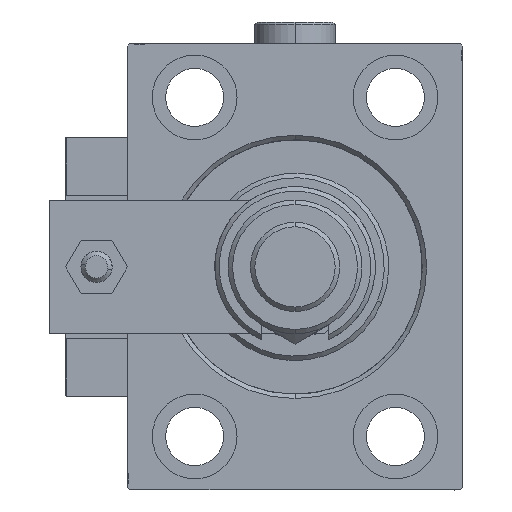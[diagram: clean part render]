
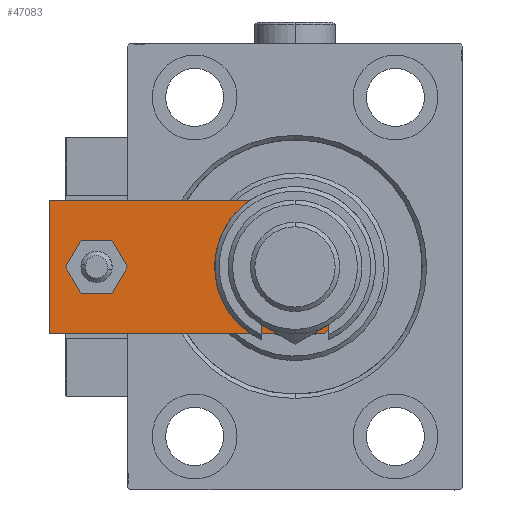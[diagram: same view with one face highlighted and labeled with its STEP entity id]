
A CAD part, left-side view. The second image highlights one B-rep face of the part: STEP entity #47083.
In plain terms, the highlighted face is planar.
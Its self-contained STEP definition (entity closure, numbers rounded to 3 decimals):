
#282 = CIRCLE ( 'NONE', #41721, 4. ) ;
#309 = EDGE_CURVE ( 'NONE', #18121, #18395, #50274, .T. ) ;
#380 = EDGE_CURVE ( 'NONE', #10374, #19329, #44898, .T. ) ;
#1481 = LINE ( 'NONE', #30446, #14381 ) ;
#1894 = CARTESIAN_POINT ( 'NONE',  ( 4., 59.5, 8. ) ) ;
#1946 = CARTESIAN_POINT ( 'NONE',  ( 15., 70., 8. ) ) ;
#3360 = FACE_BOUND ( 'NONE', #41778, .T. ) ;
#3763 = AXIS2_PLACEMENT_3D ( 'NONE', #38076, #46599, #25669 ) ;
#4172 = AXIS2_PLACEMENT_3D ( 'NONE', #11607, #28698, #7744 ) ;
#5045 = EDGE_CURVE ( 'NONE', #8070, #10374, #24430, .T. ) ;
#5697 = ORIENTED_EDGE ( 'NONE', *, *, #9150, .F. ) ;
#6550 = EDGE_CURVE ( 'NONE', #14659, #43973, #15436, .T. ) ;
#6854 = VERTEX_POINT ( 'NONE', #11439 ) ;
#7744 = DIRECTION ( 'NONE',  ( 1., 0., 0. ) ) ;
#8010 = ORIENTED_EDGE ( 'NONE', *, *, #41328, .F. ) ;
#8070 = VERTEX_POINT ( 'NONE', #45997 ) ;
#9150 = EDGE_CURVE ( 'NONE', #41540, #6854, #46190, .T. ) ;
#9274 = ORIENTED_EDGE ( 'NONE', *, *, #41083, .T. ) ;
#10114 = AXIS2_PLACEMENT_3D ( 'NONE', #24680, #20298, #23583 ) ;
#10374 = VERTEX_POINT ( 'NONE', #25154 ) ;
#10542 = CARTESIAN_POINT ( 'NONE',  ( -10., 15., 8. ) ) ;
#10615 = CARTESIAN_POINT ( 'NONE',  ( -15., 8.5, 8. ) ) ;
#11439 = CARTESIAN_POINT ( 'NONE',  ( -4., 59.5, 8. ) ) ;
#11607 = CARTESIAN_POINT ( 'NONE',  ( 0., 15., 8. ) ) ;
#12507 = ORIENTED_EDGE ( 'NONE', *, *, #6550, .T. ) ;
#12555 = DIRECTION ( 'NONE',  ( 0., 0., 1. ) ) ;
#13438 = ORIENTED_EDGE ( 'NONE', *, *, #5045, .T. ) ;
#13598 = VECTOR ( 'NONE', #52802, 1000. ) ;
#14381 = VECTOR ( 'NONE', #43375, 1000. ) ;
#14659 = VERTEX_POINT ( 'NONE', #37889 ) ;
#15436 = LINE ( 'NONE', #49034, #53252 ) ;
#18121 = VERTEX_POINT ( 'NONE', #27694 ) ;
#18395 = VERTEX_POINT ( 'NONE', #10542 ) ;
#18785 = DIRECTION ( 'NONE',  ( -1., 0., 0. ) ) ;
#19329 = VERTEX_POINT ( 'NONE', #26266 ) ;
#19370 = FACE_BOUND ( 'NONE', #29778, .T. ) ;
#20198 = CARTESIAN_POINT ( 'NONE',  ( 0., 0., 8. ) ) ;
#20298 = DIRECTION ( 'NONE',  ( 0., 0., 1. ) ) ;
#21369 = ORIENTED_EDGE ( 'NONE', *, *, #309, .F. ) ;
#21619 = ORIENTED_EDGE ( 'NONE', *, *, #29398, .T. ) ;
#22913 = LINE ( 'NONE', #1946, #41086 ) ;
#23583 = DIRECTION ( 'NONE',  ( 1., 0., 0. ) ) ;
#24042 = PLANE ( 'NONE',  #39572 ) ;
#24430 = LINE ( 'NONE', #41231, #13598 ) ;
#24680 = CARTESIAN_POINT ( 'NONE',  ( 0., 59.5, 8. ) ) ;
#25154 = CARTESIAN_POINT ( 'NONE',  ( 15., 8.5, 8. ) ) ;
#25669 = DIRECTION ( 'NONE',  ( 1., 0., 0. ) ) ;
#26266 = CARTESIAN_POINT ( 'NONE',  ( 15., 70., 8. ) ) ;
#27694 = CARTESIAN_POINT ( 'NONE',  ( 10., 15., 8. ) ) ;
#28478 = CARTESIAN_POINT ( 'NONE',  ( -3.25, -3.25, 8. ) ) ;
#28698 = DIRECTION ( 'NONE',  ( 0., 0., 1. ) ) ;
#28837 = DIRECTION ( 'NONE',  ( 1., 0., 0. ) ) ;
#29050 = VECTOR ( 'NONE', #53269, 1000. ) ;
#29323 = EDGE_LOOP ( 'NONE', ( #12507, #45057, #21619, #13438, #34178, #9274 ) ) ;
#29398 = EDGE_CURVE ( 'NONE', #32072, #8070, #1481, .T. ) ;
#29722 = CIRCLE ( 'NONE', #4172, 10. ) ;
#29778 = EDGE_LOOP ( 'NONE', ( #8010, #21369 ) ) ;
#30214 = EDGE_CURVE ( 'NONE', #6854, #41540, #282, .T. ) ;
#30446 = CARTESIAN_POINT ( 'NONE',  ( -15., 0., 8. ) ) ;
#31926 = VECTOR ( 'NONE', #36916, 1000. ) ;
#32072 = VERTEX_POINT ( 'NONE', #43803 ) ;
#34178 = ORIENTED_EDGE ( 'NONE', *, *, #380, .T. ) ;
#36916 = DIRECTION ( 'NONE',  ( 0., 1., 0. ) ) ;
#36995 = DIRECTION ( 'NONE',  ( 1., 0., 0. ) ) ;
#37729 = DIRECTION ( 'NONE',  ( 0., -1., 0. ) ) ;
#37889 = CARTESIAN_POINT ( 'NONE',  ( -15., 70., 8. ) ) ;
#38076 = CARTESIAN_POINT ( 'NONE',  ( 0., 15., 8. ) ) ;
#39572 = AXIS2_PLACEMENT_3D ( 'NONE', #20198, #40845, #36995 ) ;
#40845 = DIRECTION ( 'NONE',  ( 0., 0., 1. ) ) ;
#41083 = EDGE_CURVE ( 'NONE', #19329, #14659, #22913, .T. ) ;
#41086 = VECTOR ( 'NONE', #18785, 1000. ) ;
#41231 = CARTESIAN_POINT ( 'NONE',  ( 3.25, -3.25, 8. ) ) ;
#41328 = EDGE_CURVE ( 'NONE', #18395, #18121, #29722, .T. ) ;
#41540 = VERTEX_POINT ( 'NONE', #1894 ) ;
#41721 = AXIS2_PLACEMENT_3D ( 'NONE', #54174, #12555, #28837 ) ;
#41778 = EDGE_LOOP ( 'NONE', ( #44004, #5697 ) ) ;
#43375 = DIRECTION ( 'NONE',  ( 1., 0., 0. ) ) ;
#43803 = CARTESIAN_POINT ( 'NONE',  ( -6.5, 0., 8. ) ) ;
#43973 = VERTEX_POINT ( 'NONE', #10615 ) ;
#44004 = ORIENTED_EDGE ( 'NONE', *, *, #30214, .F. ) ;
#44701 = FACE_OUTER_BOUND ( 'NONE', #29323, .T. ) ;
#44898 = LINE ( 'NONE', #53442, #31926 ) ;
#45057 = ORIENTED_EDGE ( 'NONE', *, *, #49971, .T. ) ;
#45997 = CARTESIAN_POINT ( 'NONE',  ( 6.5, 0., 8. ) ) ;
#46190 = CIRCLE ( 'NONE', #10114, 4. ) ;
#46599 = DIRECTION ( 'NONE',  ( 0., 0., 1. ) ) ;
#47083 = ADVANCED_FACE ( 'NONE', ( #3360, #44701, #19370 ), #24042, .T. ) ;
#49034 = CARTESIAN_POINT ( 'NONE',  ( -15., 70., 8. ) ) ;
#49971 = EDGE_CURVE ( 'NONE', #43973, #32072, #52437, .T. ) ;
#50274 = CIRCLE ( 'NONE', #3763, 10. ) ;
#52437 = LINE ( 'NONE', #28478, #29050 ) ;
#52802 = DIRECTION ( 'NONE',  ( 0.707, 0.707, 0. ) ) ;
#53252 = VECTOR ( 'NONE', #37729, 1000. ) ;
#53269 = DIRECTION ( 'NONE',  ( 0.707, -0.707, 0. ) ) ;
#53442 = CARTESIAN_POINT ( 'NONE',  ( 15., 0., 8. ) ) ;
#54174 = CARTESIAN_POINT ( 'NONE',  ( 0., 59.5, 8. ) ) ;
